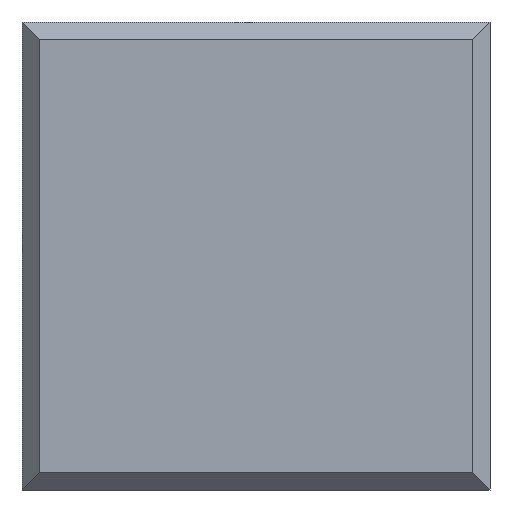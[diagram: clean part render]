
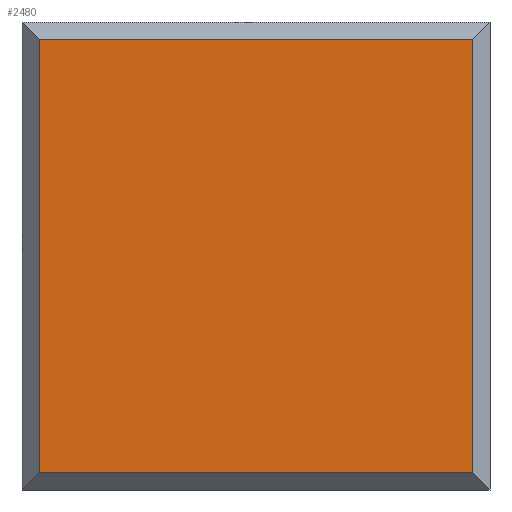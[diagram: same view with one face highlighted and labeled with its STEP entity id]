
A CAD part, front view. The second image highlights one B-rep face of the part: STEP entity #2480.
In plain terms, the highlighted planar face has unit normal (0, -1, 0).
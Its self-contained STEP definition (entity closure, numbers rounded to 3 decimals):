
#104=PLANE('',#2666);
#225=FACE_OUTER_BOUND('',#362,.T.);
#362=EDGE_LOOP('',(#2132,#2133,#2134,#2135));
#703=LINE('',#3948,#999);
#705=LINE('',#3953,#1001);
#709=LINE('',#3958,#1005);
#710=LINE('',#3960,#1006);
#999=VECTOR('',#3223,38.);
#1001=VECTOR('',#3227,38.);
#1005=VECTOR('',#3233,38.);
#1006=VECTOR('',#3236,38.);
#1267=VERTEX_POINT('',#3945);
#1268=VERTEX_POINT('',#3947);
#1269=VERTEX_POINT('',#3951);
#1270=VERTEX_POINT('',#3952);
#1581=EDGE_CURVE('',#1267,#1268,#703,.T.);
#1583=EDGE_CURVE('',#1269,#1270,#705,.T.);
#1587=EDGE_CURVE('',#1270,#1267,#709,.T.);
#1588=EDGE_CURVE('',#1268,#1269,#710,.T.);
#2132=ORIENTED_EDGE('',*,*,#1583,.F.);
#2133=ORIENTED_EDGE('',*,*,#1588,.F.);
#2134=ORIENTED_EDGE('',*,*,#1581,.F.);
#2135=ORIENTED_EDGE('',*,*,#1587,.F.);
#2480=ADVANCED_FACE('',(#225),#104,.T.);
#2666=AXIS2_PLACEMENT_3D('',#3966,#3242,#3243);
#3223=DIRECTION('',(1.,0.,0.));
#3227=DIRECTION('',(-1.,0.,0.));
#3233=DIRECTION('',(0.,0.,1.));
#3236=DIRECTION('',(0.,0.,-1.));
#3242=DIRECTION('center_axis',(0.,-1.,0.));
#3243=DIRECTION('ref_axis',(0.,0.,-1.));
#3945=CARTESIAN_POINT('',(-19.,0.,19.));
#3947=CARTESIAN_POINT('',(19.,0.,19.));
#3948=CARTESIAN_POINT('',(-18.375,0.,19.));
#3951=CARTESIAN_POINT('',(19.,0.,-19.));
#3952=CARTESIAN_POINT('',(-19.,0.,-19.));
#3953=CARTESIAN_POINT('',(-16.,0.,-19.));
#3958=CARTESIAN_POINT('',(-19.,0.,-18.375));
#3960=CARTESIAN_POINT('',(19.,0.,2.125));
#3966=CARTESIAN_POINT('Origin',(-16.25,0.,-16.25));
